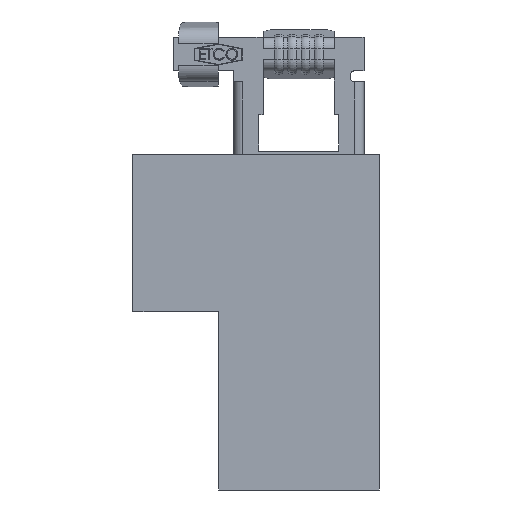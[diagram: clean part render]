
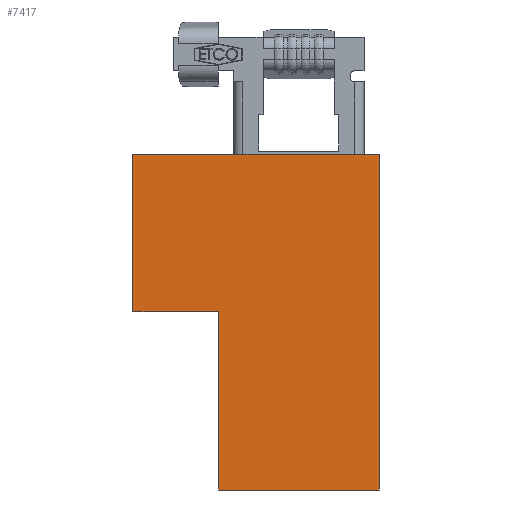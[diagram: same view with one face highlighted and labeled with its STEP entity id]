
A CAD part, front view. The second image highlights one B-rep face of the part: STEP entity #7417.
In plain terms, the highlighted planar face has unit normal (0, -1, 0).
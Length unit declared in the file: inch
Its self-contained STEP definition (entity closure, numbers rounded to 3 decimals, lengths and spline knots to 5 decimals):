
#68 = DIRECTION ( 'NONE',  ( 0., 0., -1. ) ) ;
#350 = CARTESIAN_POINT ( 'NONE',  ( 0., 0., -0.352 ) ) ;
#373 = DIRECTION ( 'NONE',  ( -1., 0., 0. ) ) ;
#956 = CARTESIAN_POINT ( 'NONE',  ( 0.192, 0., -0.352 ) ) ;
#1086 = CARTESIAN_POINT ( 'NONE',  ( 0.552, 0., -0.752 ) ) ;
#1240 = CARTESIAN_POINT ( 'NONE',  ( 0., 0., 0. ) ) ;
#1616 = ORIENTED_EDGE ( 'NONE', *, *, #7550, .F. ) ;
#1650 = VECTOR ( 'NONE', #8443, 39.37008 ) ;
#2533 = LINE ( 'NONE', #3563, #10237 ) ;
#3479 = DIRECTION ( 'NONE',  ( 0., 0., 1. ) ) ;
#3563 = CARTESIAN_POINT ( 'NONE',  ( 0.192, 0., -0.352 ) ) ;
#4356 = VERTEX_POINT ( 'NONE', #19205 ) ;
#4960 = CARTESIAN_POINT ( 'NONE',  ( 0., 0., 0. ) ) ;
#5013 = EDGE_CURVE ( 'NONE', #16039, #10224, #12578, .T. ) ;
#5655 = LINE ( 'NONE', #11660, #12316 ) ;
#5833 = EDGE_LOOP ( 'NONE', ( #17873, #18031, #6121, #1616, #8825, #14563 ) ) ;
#5847 = EDGE_CURVE ( 'NONE', #10224, #15635, #5655, .T. ) ;
#5980 = VECTOR ( 'NONE', #373, 39.37008 ) ;
#5986 = DIRECTION ( 'NONE',  ( 0., 0., -1. ) ) ;
#6054 = DIRECTION ( 'NONE',  ( 0., -1., 0. ) ) ;
#6121 = ORIENTED_EDGE ( 'NONE', *, *, #14952, .F. ) ;
#6224 = VECTOR ( 'NONE', #6537, 39.37008 ) ;
#6258 = CARTESIAN_POINT ( 'NONE',  ( 0., 0., -0.352 ) ) ;
#6537 = DIRECTION ( 'NONE',  ( 0., 0., 1. ) ) ;
#7417 = ADVANCED_FACE ( 'NONE', ( #15376 ), #7848, .T. ) ;
#7550 = EDGE_CURVE ( 'NONE', #15635, #18355, #9858, .T. ) ;
#7848 = PLANE ( 'NONE',  #14893 ) ;
#8443 = DIRECTION ( 'NONE',  ( -1., 0., 0. ) ) ;
#8526 = VECTOR ( 'NONE', #8789, 39.37008 ) ;
#8573 = CARTESIAN_POINT ( 'NONE',  ( 0.192, 0., -0.752 ) ) ;
#8789 = DIRECTION ( 'NONE',  ( 1., 0., 0. ) ) ;
#8825 = ORIENTED_EDGE ( 'NONE', *, *, #5847, .F. ) ;
#9068 = CARTESIAN_POINT ( 'NONE',  ( 0.192, 0., -0.752 ) ) ;
#9813 = CARTESIAN_POINT ( 'NONE',  ( 0., 0., 0. ) ) ;
#9858 = LINE ( 'NONE', #8573, #1650 ) ;
#10224 = VERTEX_POINT ( 'NONE', #13292 ) ;
#10237 = VECTOR ( 'NONE', #3479, 39.37008 ) ;
#10609 = VERTEX_POINT ( 'NONE', #956 ) ;
#11660 = CARTESIAN_POINT ( 'NONE',  ( 0.552, 0., 0. ) ) ;
#12316 = VECTOR ( 'NONE', #68, 39.37008 ) ;
#12578 = LINE ( 'NONE', #9813, #8526 ) ;
#13292 = CARTESIAN_POINT ( 'NONE',  ( 0.552, 0., 0. ) ) ;
#14299 = LINE ( 'NONE', #4960, #6224 ) ;
#14563 = ORIENTED_EDGE ( 'NONE', *, *, #5013, .F. ) ;
#14893 = AXIS2_PLACEMENT_3D ( 'NONE', #6258, #6054, #5986 ) ;
#14952 = EDGE_CURVE ( 'NONE', #18355, #10609, #2533, .T. ) ;
#15204 = EDGE_CURVE ( 'NONE', #10609, #4356, #17640, .T. ) ;
#15376 = FACE_OUTER_BOUND ( 'NONE', #5833, .T. ) ;
#15635 = VERTEX_POINT ( 'NONE', #1086 ) ;
#16039 = VERTEX_POINT ( 'NONE', #1240 ) ;
#16222 = EDGE_CURVE ( 'NONE', #4356, #16039, #14299, .T. ) ;
#17640 = LINE ( 'NONE', #350, #5980 ) ;
#17873 = ORIENTED_EDGE ( 'NONE', *, *, #16222, .F. ) ;
#18031 = ORIENTED_EDGE ( 'NONE', *, *, #15204, .F. ) ;
#18355 = VERTEX_POINT ( 'NONE', #9068 ) ;
#19205 = CARTESIAN_POINT ( 'NONE',  ( 0., 0., -0.352 ) ) ;
